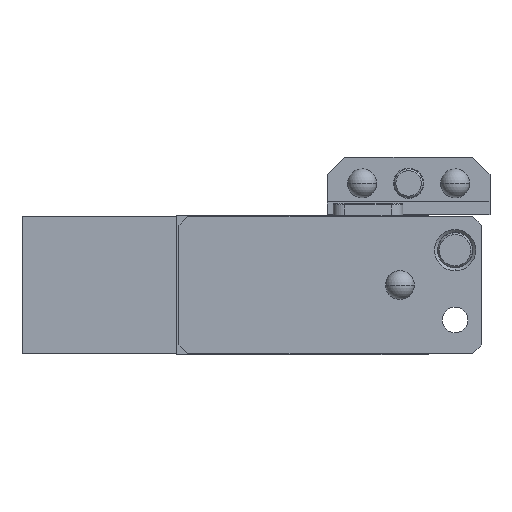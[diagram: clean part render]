
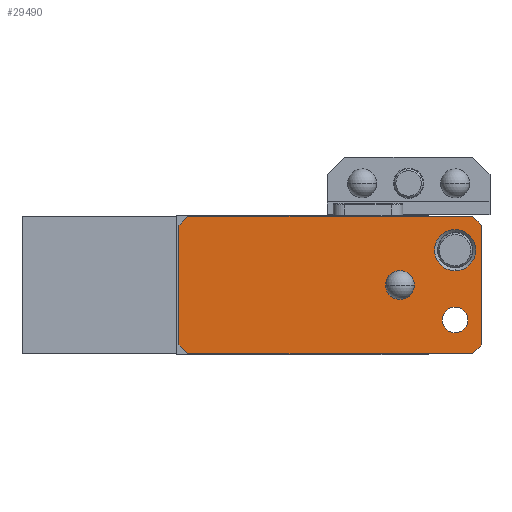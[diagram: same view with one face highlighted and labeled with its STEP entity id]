
A CAD part, front view. The second image highlights one B-rep face of the part: STEP entity #29490.
In plain terms, the highlighted planar face has unit normal (0, -1, 0).
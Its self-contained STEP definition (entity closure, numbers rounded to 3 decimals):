
#102 = CARTESIAN_POINT ( 'NONE',  ( -52., 0., -10.3 ) ) ;
#386 = VECTOR ( 'NONE', #4324, 1000. ) ;
#1039 = CARTESIAN_POINT ( 'NONE',  ( -47.5, 0., 6. ) ) ;
#1683 = DIRECTION ( 'NONE',  ( 0., 1., 0. ) ) ;
#1759 = DIRECTION ( 'NONE',  ( 0., 0., 1. ) ) ;
#1959 = VERTEX_POINT ( 'NONE', #13541 ) ;
#2267 = EDGE_CURVE ( 'NONE', #13780, #7730, #31680, .T. ) ;
#2302 = EDGE_CURVE ( 'NONE', #32516, #9471, #6035, .T. ) ;
#2630 = CARTESIAN_POINT ( 'NONE',  ( -52., 0., 11.8 ) ) ;
#2676 = VECTOR ( 'NONE', #10938, 1000. ) ;
#2959 = EDGE_LOOP ( 'NONE', ( #30499, #29069 ) ) ;
#3297 = CARTESIAN_POINT ( 'NONE',  ( 0., 0., -10.3 ) ) ;
#3434 = EDGE_CURVE ( 'NONE', #32516, #16515, #27952, .T. ) ;
#3596 = CARTESIAN_POINT ( 'NONE',  ( 0., 0., 0. ) ) ;
#4112 = CARTESIAN_POINT ( 'NONE',  ( -1.5, 0., 11.8 ) ) ;
#4324 = DIRECTION ( 'NONE',  ( -0.707, 0., 0.707 ) ) ;
#4341 = CARTESIAN_POINT ( 'NONE',  ( -47.5, 0., 3.8 ) ) ;
#5012 = EDGE_CURVE ( 'NONE', #7730, #13780, #30569, .T. ) ;
#5080 = EDGE_CURVE ( 'NONE', #32891, #9471, #28615, .T. ) ;
#5799 = FACE_OUTER_BOUND ( 'NONE', #8981, .T. ) ;
#5868 = ORIENTED_EDGE ( 'NONE', *, *, #31912, .T. ) ;
#6035 = LINE ( 'NONE', #32335, #7499 ) ;
#6268 = CARTESIAN_POINT ( 'NONE',  ( -47.5, 0., -6. ) ) ;
#6303 = PLANE ( 'NONE',  #14994 ) ;
#6393 = CIRCLE ( 'NONE', #25506, 2.475 ) ;
#6558 = DIRECTION ( 'NONE',  ( -1., 0., 0. ) ) ;
#6781 = EDGE_CURVE ( 'NONE', #32891, #11028, #13183, .T. ) ;
#7451 = VERTEX_POINT ( 'NONE', #24031 ) ;
#7499 = VECTOR ( 'NONE', #6558, 1000. ) ;
#7656 = AXIS2_PLACEMENT_3D ( 'NONE', #8977, #19423, #29824 ) ;
#7727 = EDGE_CURVE ( 'NONE', #7451, #15421, #32214, .T. ) ;
#7730 = VERTEX_POINT ( 'NONE', #24666 ) ;
#8977 = CARTESIAN_POINT ( 'NONE',  ( -47.5, 0., -6. ) ) ;
#8981 = EDGE_LOOP ( 'NONE', ( #17767, #32494, #13204, #17304, #32337, #23241, #29018, #9111 ) ) ;
#9006 = VERTEX_POINT ( 'NONE', #14332 ) ;
#9111 = ORIENTED_EDGE ( 'NONE', *, *, #3434, .T. ) ;
#9252 = DIRECTION ( 'NONE',  ( 0., 0., 1. ) ) ;
#9348 = CARTESIAN_POINT ( 'NONE',  ( -50.5, 0., 11.8 ) ) ;
#9471 = VERTEX_POINT ( 'NONE', #15034 ) ;
#9636 = DIRECTION ( 'NONE',  ( 0.707, 0., 0.707 ) ) ;
#9799 = DIRECTION ( 'NONE',  ( 0., 0., -1. ) ) ;
#9807 = AXIS2_PLACEMENT_3D ( 'NONE', #22099, #11497, #1759 ) ;
#9824 = AXIS2_PLACEMENT_3D ( 'NONE', #1039, #11454, #21897 ) ;
#10495 = DIRECTION ( 'NONE',  ( 1., 0., 0. ) ) ;
#10502 = DIRECTION ( 'NONE',  ( 0.707, 0., -0.707 ) ) ;
#10559 = CARTESIAN_POINT ( 'NONE',  ( -47.5, 0., -2.45 ) ) ;
#10938 = DIRECTION ( 'NONE',  ( 0., 0., 1. ) ) ;
#11028 = VERTEX_POINT ( 'NONE', #24622 ) ;
#11213 = CARTESIAN_POINT ( 'NONE',  ( -52., 0., -10.3 ) ) ;
#11454 = DIRECTION ( 'NONE',  ( 0., 1., 0. ) ) ;
#11497 = DIRECTION ( 'NONE',  ( 0., 1., 0. ) ) ;
#12089 = DIRECTION ( 'NONE',  ( 0., 0., 1. ) ) ;
#12185 = CARTESIAN_POINT ( 'NONE',  ( -1.5, 0., -11.8 ) ) ;
#12880 = CIRCLE ( 'NONE', #31979, 2.475 ) ;
#13183 = LINE ( 'NONE', #26170, #2676 ) ;
#13204 = ORIENTED_EDGE ( 'NONE', *, *, #21337, .F. ) ;
#13397 = EDGE_CURVE ( 'NONE', #23220, #11028, #23091, .T. ) ;
#13541 = CARTESIAN_POINT ( 'NONE',  ( 0., 0., 10.3 ) ) ;
#13780 = VERTEX_POINT ( 'NONE', #10559 ) ;
#14332 = CARTESIAN_POINT ( 'NONE',  ( -38., 0., 2.475 ) ) ;
#14582 = LINE ( 'NONE', #27241, #386 ) ;
#14628 = CARTESIAN_POINT ( 'NONE',  ( 0., 0., -11.8 ) ) ;
#14994 = AXIS2_PLACEMENT_3D ( 'NONE', #3596, #24121, #16263 ) ;
#15034 = CARTESIAN_POINT ( 'NONE',  ( -50.5, 0., -11.8 ) ) ;
#15421 = VERTEX_POINT ( 'NONE', #4341 ) ;
#15627 = EDGE_LOOP ( 'NONE', ( #26980, #5868 ) ) ;
#16263 = DIRECTION ( 'NONE',  ( 0., 0., 1. ) ) ;
#16515 = VERTEX_POINT ( 'NONE', #3297 ) ;
#16601 = VERTEX_POINT ( 'NONE', #29455 ) ;
#16755 = EDGE_CURVE ( 'NONE', #15421, #7451, #24599, .T. ) ;
#17301 = DIRECTION ( 'NONE',  ( 0., 1., 0. ) ) ;
#17304 = ORIENTED_EDGE ( 'NONE', *, *, #13397, .T. ) ;
#17404 = FACE_BOUND ( 'NONE', #19515, .T. ) ;
#17750 = VECTOR ( 'NONE', #9799, 1000. ) ;
#17767 = ORIENTED_EDGE ( 'NONE', *, *, #19883, .F. ) ;
#17895 = ORIENTED_EDGE ( 'NONE', *, *, #5012, .T. ) ;
#19423 = DIRECTION ( 'NONE',  ( 0., 1., 0. ) ) ;
#19515 = EDGE_LOOP ( 'NONE', ( #17895, #22118 ) ) ;
#19712 = AXIS2_PLACEMENT_3D ( 'NONE', #6268, #1683, #12089 ) ;
#19883 = EDGE_CURVE ( 'NONE', #1959, #16515, #29656, .T. ) ;
#20694 = VECTOR ( 'NONE', #9636, 1000. ) ;
#21337 = EDGE_CURVE ( 'NONE', #23220, #26749, #30983, .T. ) ;
#21395 = CARTESIAN_POINT ( 'NONE',  ( -38., 0., 0. ) ) ;
#21405 = EDGE_CURVE ( 'NONE', #1959, #26749, #14582, .T. ) ;
#21897 = DIRECTION ( 'NONE',  ( 0., 0., 1. ) ) ;
#22099 = CARTESIAN_POINT ( 'NONE',  ( -47.5, 0., 6. ) ) ;
#22118 = ORIENTED_EDGE ( 'NONE', *, *, #2267, .T. ) ;
#23091 = LINE ( 'NONE', #28389, #26657 ) ;
#23220 = VERTEX_POINT ( 'NONE', #9348 ) ;
#23241 = ORIENTED_EDGE ( 'NONE', *, *, #5080, .T. ) ;
#23943 = DIRECTION ( 'NONE',  ( 0., 0., 1. ) ) ;
#24031 = CARTESIAN_POINT ( 'NONE',  ( -47.5, 0., 8.2 ) ) ;
#24121 = DIRECTION ( 'NONE',  ( 0., 1., 0. ) ) ;
#24379 = VECTOR ( 'NONE', #10495, 1000. ) ;
#24599 = CIRCLE ( 'NONE', #9824, 2.2 ) ;
#24614 = DIRECTION ( 'NONE',  ( 0., 1., 0. ) ) ;
#24622 = CARTESIAN_POINT ( 'NONE',  ( -52., 0., 10.3 ) ) ;
#24666 = CARTESIAN_POINT ( 'NONE',  ( -47.5, 0., -9.55 ) ) ;
#25506 = AXIS2_PLACEMENT_3D ( 'NONE', #21395, #24614, #23943 ) ;
#26170 = CARTESIAN_POINT ( 'NONE',  ( -52., 0., -11.8 ) ) ;
#26657 = VECTOR ( 'NONE', #33672, 1000. ) ;
#26682 = VECTOR ( 'NONE', #10502, 1000. ) ;
#26749 = VERTEX_POINT ( 'NONE', #4112 ) ;
#26980 = ORIENTED_EDGE ( 'NONE', *, *, #32586, .T. ) ;
#27241 = CARTESIAN_POINT ( 'NONE',  ( 0., 0., 10.3 ) ) ;
#27702 = CARTESIAN_POINT ( 'NONE',  ( -38., 0., 0. ) ) ;
#27952 = LINE ( 'NONE', #33046, #20694 ) ;
#28389 = CARTESIAN_POINT ( 'NONE',  ( -50.5, 0., 11.8 ) ) ;
#28615 = LINE ( 'NONE', #102, #26682 ) ;
#29018 = ORIENTED_EDGE ( 'NONE', *, *, #2302, .F. ) ;
#29069 = ORIENTED_EDGE ( 'NONE', *, *, #16755, .T. ) ;
#29231 = FACE_BOUND ( 'NONE', #2959, .T. ) ;
#29455 = CARTESIAN_POINT ( 'NONE',  ( -38., 0., -2.475 ) ) ;
#29490 = ADVANCED_FACE ( 'NONE', ( #29231, #17404, #33070, #5799 ), #6303, .F. ) ;
#29656 = LINE ( 'NONE', #14628, #17750 ) ;
#29824 = DIRECTION ( 'NONE',  ( 0., 0., 1. ) ) ;
#30499 = ORIENTED_EDGE ( 'NONE', *, *, #7727, .T. ) ;
#30569 = CIRCLE ( 'NONE', #7656, 3.55 ) ;
#30983 = LINE ( 'NONE', #2630, #24379 ) ;
#31680 = CIRCLE ( 'NONE', #19712, 3.55 ) ;
#31912 = EDGE_CURVE ( 'NONE', #9006, #16601, #12880, .T. ) ;
#31979 = AXIS2_PLACEMENT_3D ( 'NONE', #27702, #17301, #9252 ) ;
#32214 = CIRCLE ( 'NONE', #9807, 2.2 ) ;
#32335 = CARTESIAN_POINT ( 'NONE',  ( -52., 0., -11.8 ) ) ;
#32337 = ORIENTED_EDGE ( 'NONE', *, *, #6781, .F. ) ;
#32494 = ORIENTED_EDGE ( 'NONE', *, *, #21405, .T. ) ;
#32516 = VERTEX_POINT ( 'NONE', #12185 ) ;
#32586 = EDGE_CURVE ( 'NONE', #16601, #9006, #6393, .T. ) ;
#32891 = VERTEX_POINT ( 'NONE', #11213 ) ;
#33046 = CARTESIAN_POINT ( 'NONE',  ( -1.5, 0., -11.8 ) ) ;
#33070 = FACE_BOUND ( 'NONE', #15627, .T. ) ;
#33672 = DIRECTION ( 'NONE',  ( -0.707, 0., -0.707 ) ) ;
